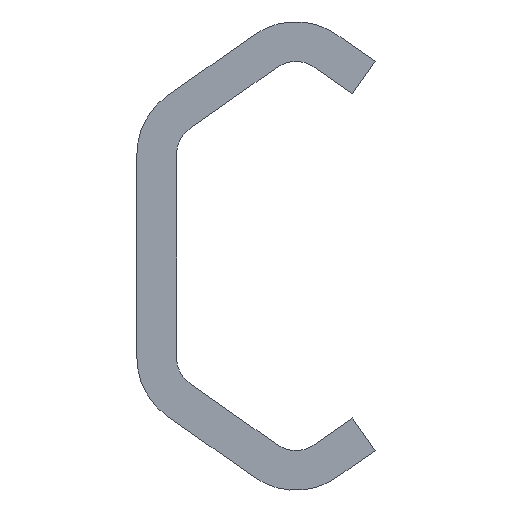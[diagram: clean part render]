
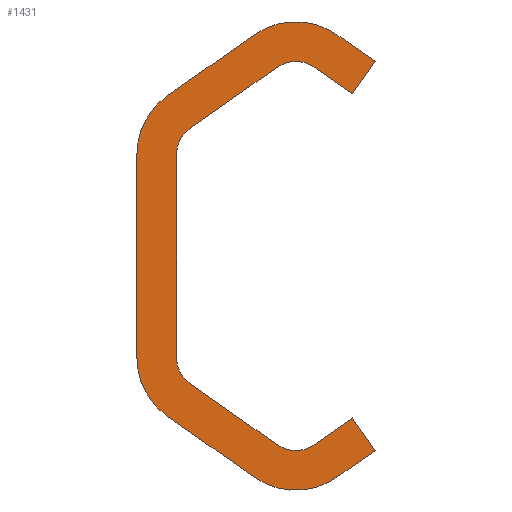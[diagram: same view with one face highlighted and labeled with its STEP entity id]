
A CAD part, left-side view. The second image highlights one B-rep face of the part: STEP entity #1431.
In plain terms, the highlighted planar face has unit normal (-1, 0, 0).
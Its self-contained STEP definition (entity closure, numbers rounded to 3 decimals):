
#723=CARTESIAN_POINT('',(0.0,-5.0,12.246));
#724=VERTEX_POINT('',#723);
#731=CARTESIAN_POINT('',(0.0,-3.567,10.2));
#732=VERTEX_POINT('',#731);
#733=CARTESIAN_POINT('',(0.0,-5.0,12.246));
#734=DIRECTION('',(0.0,0.574,-0.819));
#735=VECTOR('',#734,2.498);
#736=LINE('',#733,#735);
#737=EDGE_CURVE('',#724,#732,#736,.T.);
#761=CARTESIAN_POINT('',(0.0,-2.599,13.93));
#762=VERTEX_POINT('',#761);
#769=CARTESIAN_POINT('',(0.0,-2.599,13.93));
#770=DIRECTION('',(0.0,-0.819,-0.574));
#771=VECTOR('',#770,2.932);
#772=LINE('',#769,#771);
#773=EDGE_CURVE('',#762,#724,#772,.T.);
#793=CARTESIAN_POINT('',(0.0,2.596,13.932));
#794=VERTEX_POINT('',#793);
#801=CARTESIAN_POINT('',(0.0,0.,10.222));
#802=DIRECTION('',(1.0,0.0,0.0));
#803=DIRECTION('',(0.0,0.573,0.819));
#804=AXIS2_PLACEMENT_3D('',#801,#802,#803);
#805=CIRCLE('',#804,4.528);
#806=EDGE_CURVE('',#794,#762,#805,.T.);
#825=CARTESIAN_POINT('',(0.0,8.068,10.102));
#826=VERTEX_POINT('',#825);
#833=CARTESIAN_POINT('',(0.0,8.068,10.102));
#834=DIRECTION('',(0.0,-0.819,0.573));
#835=VECTOR('',#834,6.679);
#836=LINE('',#833,#835);
#837=EDGE_CURVE('',#826,#794,#836,.T.);
#857=CARTESIAN_POINT('',(0.0,10.0,6.392));
#858=VERTEX_POINT('',#857);
#865=CARTESIAN_POINT('',(0.0,5.472,6.392));
#866=DIRECTION('',(1.0,0.0,0.0));
#867=DIRECTION('',(0.0,1.0,0.0));
#868=AXIS2_PLACEMENT_3D('',#865,#866,#867);
#869=CIRCLE('',#868,4.528);
#870=EDGE_CURVE('',#858,#826,#869,.T.);
#889=CARTESIAN_POINT('',(0.0,10.0,-6.393));
#890=VERTEX_POINT('',#889);
#897=CARTESIAN_POINT('',(0.0,10.0,-6.393));
#898=DIRECTION('',(0.0,0.0,1.0));
#899=VECTOR('',#898,12.785);
#900=LINE('',#897,#899);
#901=EDGE_CURVE('',#890,#858,#900,.T.);
#951=CARTESIAN_POINT('',(0.0,8.069,-10.102));
#952=VERTEX_POINT('',#951);
#959=CARTESIAN_POINT('',(0.0,5.472,-6.393));
#960=DIRECTION('',(1.0,0.0,0.0));
#961=DIRECTION('',(0.0,0.574,-0.819));
#962=AXIS2_PLACEMENT_3D('',#959,#960,#961);
#963=CIRCLE('',#962,4.528);
#964=EDGE_CURVE('',#952,#890,#963,.T.);
#983=CARTESIAN_POINT('',(0.0,2.599,-13.932));
#984=VERTEX_POINT('',#983);
#991=CARTESIAN_POINT('',(0.0,2.599,-13.932));
#992=DIRECTION('',(0.0,0.819,0.574));
#993=VECTOR('',#992,6.678);
#994=LINE('',#991,#993);
#995=EDGE_CURVE('',#984,#952,#994,.T.);
#1015=CARTESIAN_POINT('',(0.0,-2.598,-13.931));
#1016=VERTEX_POINT('',#1015);
#1023=CARTESIAN_POINT('',(0.0,0.002,-10.223));
#1024=DIRECTION('',(1.0,0.0,0.0));
#1025=DIRECTION('',(0.0,-0.574,-0.819));
#1026=AXIS2_PLACEMENT_3D('',#1023,#1024,#1025);
#1027=CIRCLE('',#1026,4.528);
#1028=EDGE_CURVE('',#1016,#984,#1027,.T.);
#1047=CARTESIAN_POINT('',(0.0,-5.0,-12.246));
#1048=VERTEX_POINT('',#1047);
#1055=CARTESIAN_POINT('',(0.0,-5.0,-12.246));
#1056=DIRECTION('',(0.0,0.819,-0.574));
#1057=VECTOR('',#1056,2.934);
#1058=LINE('',#1055,#1057);
#1059=EDGE_CURVE('',#1048,#1016,#1058,.T.);
#1078=CARTESIAN_POINT('',(0.0,-3.567,-10.2));
#1079=VERTEX_POINT('',#1078);
#1086=CARTESIAN_POINT('',(0.0,-3.567,-10.2));
#1087=DIRECTION('',(0.0,-0.574,-0.819));
#1088=VECTOR('',#1087,2.498);
#1089=LINE('',#1086,#1088);
#1090=EDGE_CURVE('',#1079,#1048,#1089,.T.);
#1109=CARTESIAN_POINT('',(0.0,-1.163,-11.883));
#1110=VERTEX_POINT('',#1109);
#1117=CARTESIAN_POINT('',(0.0,-1.163,-11.883));
#1118=DIRECTION('',(0.0,-0.819,0.574));
#1119=VECTOR('',#1118,2.935);
#1120=LINE('',#1117,#1119);
#1121=EDGE_CURVE('',#1110,#1079,#1120,.T.);
#1141=CARTESIAN_POINT('',(0.0,1.163,-11.883));
#1142=VERTEX_POINT('',#1141);
#1149=CARTESIAN_POINT('',(0.0,0.,-10.222));
#1150=DIRECTION('',(-1.0,0.0,0.0));
#1151=DIRECTION('',(0.0,0.574,0.819));
#1152=AXIS2_PLACEMENT_3D('',#1149,#1150,#1151);
#1153=CIRCLE('',#1152,2.028);
#1154=EDGE_CURVE('',#1142,#1110,#1153,.T.);
#1173=CARTESIAN_POINT('',(0.0,6.635,-8.052));
#1174=VERTEX_POINT('',#1173);
#1181=CARTESIAN_POINT('',(0.0,6.635,-8.052));
#1182=DIRECTION('',(0.0,-0.819,-0.574));
#1183=VECTOR('',#1182,6.68);
#1184=LINE('',#1181,#1183);
#1185=EDGE_CURVE('',#1174,#1142,#1184,.T.);
#1205=CARTESIAN_POINT('',(0.0,7.5,-6.39));
#1206=VERTEX_POINT('',#1205);
#1213=CARTESIAN_POINT('',(0.0,5.472,-6.39));
#1214=DIRECTION('',(-1.0,0.0,0.0));
#1215=DIRECTION('',(0.0,-0.574,0.819));
#1216=AXIS2_PLACEMENT_3D('',#1213,#1214,#1215);
#1217=CIRCLE('',#1216,2.028);
#1218=EDGE_CURVE('',#1206,#1174,#1217,.T.);
#1237=CARTESIAN_POINT('',(0.0,7.5,6.39));
#1238=VERTEX_POINT('',#1237);
#1245=CARTESIAN_POINT('',(0.0,7.5,6.39));
#1246=DIRECTION('',(0.0,0.0,-1.0));
#1247=VECTOR('',#1246,12.781);
#1248=LINE('',#1245,#1247);
#1249=EDGE_CURVE('',#1238,#1206,#1248,.T.);
#1299=CARTESIAN_POINT('',(0.0,6.635,8.052));
#1300=VERTEX_POINT('',#1299);
#1307=CARTESIAN_POINT('',(0.0,5.472,6.39));
#1308=DIRECTION('',(-1.0,0.0,0.0));
#1309=DIRECTION('',(0.0,-1.0,0.0));
#1310=AXIS2_PLACEMENT_3D('',#1307,#1308,#1309);
#1311=CIRCLE('',#1310,2.028);
#1312=EDGE_CURVE('',#1300,#1238,#1311,.T.);
#1331=CARTESIAN_POINT('',(0.0,1.163,11.883));
#1332=VERTEX_POINT('',#1331);
#1339=CARTESIAN_POINT('',(0.0,1.163,11.883));
#1340=DIRECTION('',(0.0,0.819,-0.574));
#1341=VECTOR('',#1340,6.68);
#1342=LINE('',#1339,#1341);
#1343=EDGE_CURVE('',#1332,#1300,#1342,.T.);
#1363=CARTESIAN_POINT('',(0.0,-1.163,11.883));
#1364=VERTEX_POINT('',#1363);
#1371=CARTESIAN_POINT('',(0.0,0.,10.222));
#1372=DIRECTION('',(-1.0,0.0,0.0));
#1373=DIRECTION('',(0.0,-0.574,-0.819));
#1374=AXIS2_PLACEMENT_3D('',#1371,#1372,#1373);
#1375=CIRCLE('',#1374,2.028);
#1376=EDGE_CURVE('',#1364,#1332,#1375,.T.);
#1394=CARTESIAN_POINT('',(0.0,-3.567,10.2));
#1395=DIRECTION('',(0.0,0.819,0.574));
#1396=VECTOR('',#1395,2.935);
#1397=LINE('',#1394,#1396);
#1398=EDGE_CURVE('',#732,#1364,#1397,.T.);
#1404=CARTESIAN_POINT('',(0.0,4.08,0.));
#1405=DIRECTION('',(1.0,0.0,0.0));
#1406=DIRECTION('',(0.0,0.0,-1.0));
#1407=AXIS2_PLACEMENT_3D('',#1404,#1405,#1406);
#1408=PLANE('',#1407);
#1409=ORIENTED_EDGE('',*,*,#1398,.F.);
#1410=ORIENTED_EDGE('',*,*,#737,.F.);
#1411=ORIENTED_EDGE('',*,*,#773,.F.);
#1412=ORIENTED_EDGE('',*,*,#806,.F.);
#1413=ORIENTED_EDGE('',*,*,#837,.F.);
#1414=ORIENTED_EDGE('',*,*,#870,.F.);
#1415=ORIENTED_EDGE('',*,*,#901,.F.);
#1416=ORIENTED_EDGE('',*,*,#964,.F.);
#1417=ORIENTED_EDGE('',*,*,#995,.F.);
#1418=ORIENTED_EDGE('',*,*,#1028,.F.);
#1419=ORIENTED_EDGE('',*,*,#1059,.F.);
#1420=ORIENTED_EDGE('',*,*,#1090,.F.);
#1421=ORIENTED_EDGE('',*,*,#1121,.F.);
#1422=ORIENTED_EDGE('',*,*,#1154,.F.);
#1423=ORIENTED_EDGE('',*,*,#1185,.F.);
#1424=ORIENTED_EDGE('',*,*,#1218,.F.);
#1425=ORIENTED_EDGE('',*,*,#1249,.F.);
#1426=ORIENTED_EDGE('',*,*,#1312,.F.);
#1427=ORIENTED_EDGE('',*,*,#1343,.F.);
#1428=ORIENTED_EDGE('',*,*,#1376,.F.);
#1429=EDGE_LOOP('',(#1409,#1410,#1411,#1412,#1413,#1414,#1415,#1416,#1417,#1418,#1419,#1420,#1421,#1422,#1423,#1424,#1425,#1426,#1427,#1428));
#1430=FACE_OUTER_BOUND('',#1429,.T.);
#1431=ADVANCED_FACE('',(#1430),#1408,.F.);
